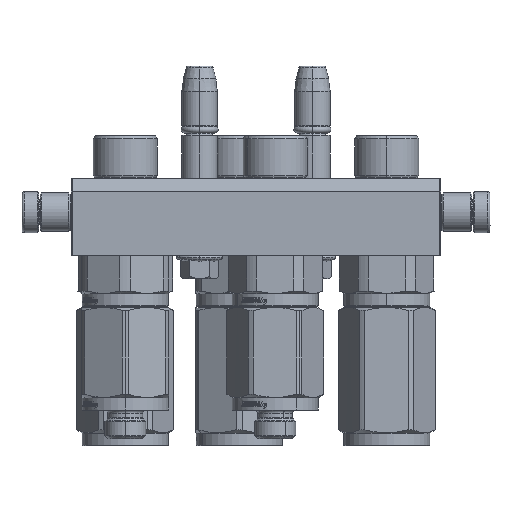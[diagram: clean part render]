
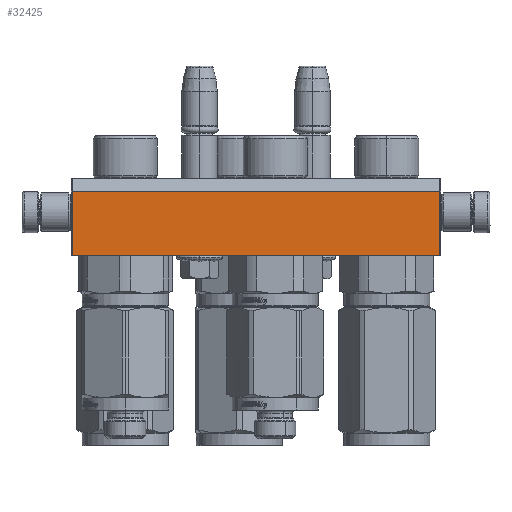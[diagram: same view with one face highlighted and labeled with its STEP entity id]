
A CAD part, left-side view. The second image highlights one B-rep face of the part: STEP entity #32425.
In plain terms, the highlighted face is planar.
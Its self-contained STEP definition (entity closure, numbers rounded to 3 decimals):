
#2174 = CARTESIAN_POINT ( 'NONE',  ( 143.5, 30., -90. ) ) ;
#7483 = VERTEX_POINT ( 'NONE', #26632 ) ;
#8935 = EDGE_CURVE ( 'NONE', #7483, #59113, #13362, .T. ) ;
#9639 = VECTOR ( 'NONE', #39156, 1000. ) ;
#10730 = ORIENTED_EDGE ( 'NONE', *, *, #47155, .T. ) ;
#13362 = LINE ( 'NONE', #62969, #47627 ) ;
#14142 = ORIENTED_EDGE ( 'NONE', *, *, #8935, .T. ) ;
#14233 = DIRECTION ( 'NONE',  ( -1., 0., 0. ) ) ;
#15433 = CARTESIAN_POINT ( 'NONE',  ( 143.5, 5., -90. ) ) ;
#15827 = LINE ( 'NONE', #2174, #72204 ) ;
#17745 = DIRECTION ( 'NONE',  ( 0., 1., 0. ) ) ;
#18960 = ORIENTED_EDGE ( 'NONE', *, *, #30725, .F. ) ;
#20376 = PLANE ( 'NONE',  #68924 ) ;
#21849 = VECTOR ( 'NONE', #54773, 1000. ) ;
#26061 = CARTESIAN_POINT ( 'NONE',  ( 144., 0., -90. ) ) ;
#26632 = CARTESIAN_POINT ( 'NONE',  ( 0.5, 5., -90. ) ) ;
#30725 = EDGE_CURVE ( 'NONE', #32235, #59113, #15827, .T. ) ;
#31201 = DIRECTION ( 'NONE',  ( 0., 0., -1. ) ) ;
#32235 = VERTEX_POINT ( 'NONE', #69110 ) ;
#32425 = ADVANCED_FACE ( 'NONE', ( #59405 ), #20376, .T. ) ;
#39156 = DIRECTION ( 'NONE',  ( 0., 1., 0. ) ) ;
#39756 = CARTESIAN_POINT ( 'NONE',  ( 143.5, 5., -90. ) ) ;
#40354 = EDGE_CURVE ( 'NONE', #57746, #32235, #59791, .T. ) ;
#47155 = EDGE_CURVE ( 'NONE', #57746, #7483, #47346, .T. ) ;
#47346 = LINE ( 'NONE', #15433, #21849 ) ;
#47627 = VECTOR ( 'NONE', #17745, 1000. ) ;
#48706 = ORIENTED_EDGE ( 'NONE', *, *, #40354, .F. ) ;
#54773 = DIRECTION ( 'NONE',  ( -1., 0., 0. ) ) ;
#55176 = CARTESIAN_POINT ( 'NONE',  ( 143.5, 5., -90. ) ) ;
#57746 = VERTEX_POINT ( 'NONE', #39756 ) ;
#58026 = EDGE_LOOP ( 'NONE', ( #18960, #48706, #10730, #14142 ) ) ;
#59113 = VERTEX_POINT ( 'NONE', #72976 ) ;
#59405 = FACE_OUTER_BOUND ( 'NONE', #58026, .T. ) ;
#59791 = LINE ( 'NONE', #55176, #9639 ) ;
#62969 = CARTESIAN_POINT ( 'NONE',  ( 0.5, 5., -90. ) ) ;
#68924 = AXIS2_PLACEMENT_3D ( 'NONE', #26061, #31201, #14233 ) ;
#69110 = CARTESIAN_POINT ( 'NONE',  ( 143.5, 30., -90. ) ) ;
#69793 = DIRECTION ( 'NONE',  ( -1., 0., 0. ) ) ;
#72204 = VECTOR ( 'NONE', #69793, 1000. ) ;
#72976 = CARTESIAN_POINT ( 'NONE',  ( 0.5, 30., -90. ) ) ;
